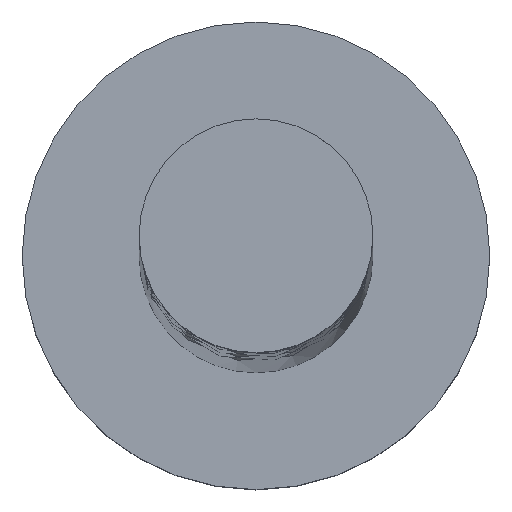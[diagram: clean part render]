
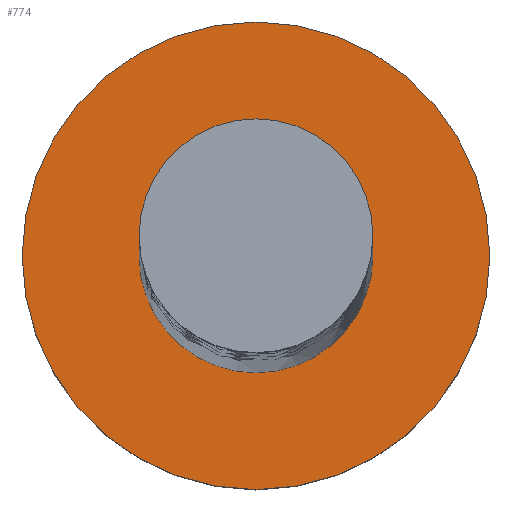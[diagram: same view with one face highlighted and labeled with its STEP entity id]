
A CAD part, top view. The second image highlights one B-rep face of the part: STEP entity #774.
In plain terms, the highlighted planar face has unit normal (0, 0, 1).
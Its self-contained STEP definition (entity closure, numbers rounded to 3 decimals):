
#43 = CARTESIAN_POINT ( 'NONE',  ( -2.5, 0., 2. ) ) ;
#99 = EDGE_CURVE ( 'NONE', #491, #150, #339, .T. ) ;
#150 = VERTEX_POINT ( 'NONE', #43 ) ;
#220 = ORIENTED_EDGE ( 'NONE', *, *, #1335, .F. ) ;
#237 = AXIS2_PLACEMENT_3D ( 'NONE', #1515, #518, #543 ) ;
#265 = ORIENTED_EDGE ( 'NONE', *, *, #99, .T. ) ;
#289 = DIRECTION ( 'NONE',  ( 1., 0., 0. ) ) ;
#331 = CARTESIAN_POINT ( 'NONE',  ( 2.5, 0., 2. ) ) ;
#339 = CIRCLE ( 'NONE', #1002, 2.5 ) ;
#341 = AXIS2_PLACEMENT_3D ( 'NONE', #1392, #909, #289 ) ;
#351 = EDGE_CURVE ( 'NONE', #150, #491, #1256, .T. ) ;
#491 = VERTEX_POINT ( 'NONE', #331 ) ;
#506 = FACE_OUTER_BOUND ( 'NONE', #1272, .T. ) ;
#518 = DIRECTION ( 'NONE',  ( 0., 0., 1. ) ) ;
#543 = DIRECTION ( 'NONE',  ( 1., 0., 0. ) ) ;
#610 = AXIS2_PLACEMENT_3D ( 'NONE', #1197, #1442, #928 ) ;
#774 = ADVANCED_FACE ( 'NONE', ( #1462, #506 ), #1181, .T. ) ;
#780 = CIRCLE ( 'NONE', #341, 1.25 ) ;
#799 = CIRCLE ( 'NONE', #237, 1.25 ) ;
#843 = ORIENTED_EDGE ( 'NONE', *, *, #351, .T. ) ;
#845 = CARTESIAN_POINT ( 'NONE',  ( 0., 0., 2. ) ) ;
#888 = VERTEX_POINT ( 'NONE', #1108 ) ;
#909 = DIRECTION ( 'NONE',  ( 0., 0., 1. ) ) ;
#928 = DIRECTION ( 'NONE',  ( 1., 0., 0. ) ) ;
#952 = EDGE_CURVE ( 'NONE', #888, #1196, #799, .T. ) ;
#1002 = AXIS2_PLACEMENT_3D ( 'NONE', #845, #1366, #1233 ) ;
#1085 = DIRECTION ( 'NONE',  ( 0., 0., 1. ) ) ;
#1098 = CARTESIAN_POINT ( 'NONE',  ( -1.25, 0., 2. ) ) ;
#1108 = CARTESIAN_POINT ( 'NONE',  ( 1.25, 0., 2. ) ) ;
#1147 = AXIS2_PLACEMENT_3D ( 'NONE', #1200, #1085, #1317 ) ;
#1181 = PLANE ( 'NONE',  #1147 ) ;
#1196 = VERTEX_POINT ( 'NONE', #1098 ) ;
#1197 = CARTESIAN_POINT ( 'NONE',  ( 0., 0., 2. ) ) ;
#1200 = CARTESIAN_POINT ( 'NONE',  ( 0., 0., 2. ) ) ;
#1233 = DIRECTION ( 'NONE',  ( 1., 0., 0. ) ) ;
#1256 = CIRCLE ( 'NONE', #610, 2.5 ) ;
#1265 = EDGE_LOOP ( 'NONE', ( #220, #1449 ) ) ;
#1272 = EDGE_LOOP ( 'NONE', ( #843, #265 ) ) ;
#1317 = DIRECTION ( 'NONE',  ( 1., 0., 0. ) ) ;
#1335 = EDGE_CURVE ( 'NONE', #1196, #888, #780, .T. ) ;
#1366 = DIRECTION ( 'NONE',  ( 0., 0., 1. ) ) ;
#1392 = CARTESIAN_POINT ( 'NONE',  ( 0., 0., 2. ) ) ;
#1442 = DIRECTION ( 'NONE',  ( 0., 0., 1. ) ) ;
#1449 = ORIENTED_EDGE ( 'NONE', *, *, #952, .F. ) ;
#1462 = FACE_BOUND ( 'NONE', #1265, .T. ) ;
#1515 = CARTESIAN_POINT ( 'NONE',  ( 0., 0., 2. ) ) ;
